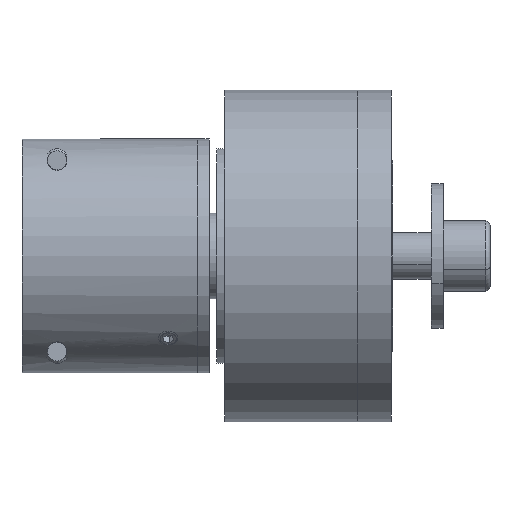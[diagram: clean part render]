
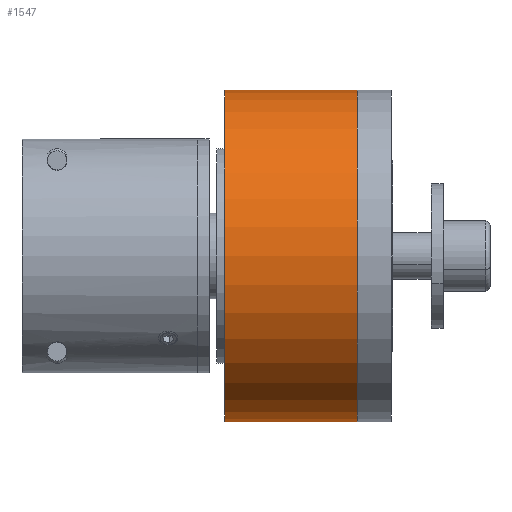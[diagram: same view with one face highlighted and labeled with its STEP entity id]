
A CAD part, front view. The second image highlights one B-rep face of the part: STEP entity #1547.
In plain terms, the highlighted cylindrical face has radius 42.5 mm (diameter 85 mm), a partial arc.
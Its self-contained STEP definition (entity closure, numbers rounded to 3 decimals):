
#1044 = EDGE_CURVE ( 'NONE', #5824, #17954, #9965, .T. ) ;
#1090 = CARTESIAN_POINT ( 'NONE',  ( 36.8, 0., 42.5 ) ) ;
#1108 = EDGE_LOOP ( 'NONE', ( #17468, #15991, #17071, #4073 ) ) ;
#1547 = ADVANCED_FACE ( 'NONE', ( #1848 ), #2354, .T. ) ;
#1848 = FACE_OUTER_BOUND ( 'NONE', #1108, .T. ) ;
#2349 = DIRECTION ( 'NONE',  ( -1., 0., 0. ) ) ;
#2354 = CYLINDRICAL_SURFACE ( 'NONE', #19972, 42.5 ) ;
#2803 = CIRCLE ( 'NONE', #19181, 42.5 ) ;
#3237 = CARTESIAN_POINT ( 'NONE',  ( 36.8, 0., 0. ) ) ;
#3587 = LINE ( 'NONE', #4413, #14556 ) ;
#3864 = VECTOR ( 'NONE', #2349, 1000. ) ;
#4073 = ORIENTED_EDGE ( 'NONE', *, *, #18093, .F. ) ;
#4413 = CARTESIAN_POINT ( 'NONE',  ( -39.259, 0., 42.5 ) ) ;
#4876 = CARTESIAN_POINT ( 'NONE',  ( 2.8, 0., -42.5 ) ) ;
#5121 = DIRECTION ( 'NONE',  ( -1., 0., 0. ) ) ;
#5779 = DIRECTION ( 'NONE',  ( -1., 0., 0. ) ) ;
#5824 = VERTEX_POINT ( 'NONE', #15866 ) ;
#6469 = DIRECTION ( 'NONE',  ( 0., 0., 1. ) ) ;
#7365 = VERTEX_POINT ( 'NONE', #1090 ) ;
#8203 = CARTESIAN_POINT ( 'NONE',  ( 2.8, 0., 0. ) ) ;
#9806 = DIRECTION ( 'NONE',  ( 0., 0., 1. ) ) ;
#9965 = LINE ( 'NONE', #13003, #3864 ) ;
#10829 = DIRECTION ( 'NONE',  ( 0., 0., 1. ) ) ;
#12919 = CARTESIAN_POINT ( 'NONE',  ( -39.259, 0., 0. ) ) ;
#13003 = CARTESIAN_POINT ( 'NONE',  ( -39.259, 0., -42.5 ) ) ;
#14443 = CIRCLE ( 'NONE', #17386, 42.5 ) ;
#14556 = VECTOR ( 'NONE', #5779, 1000. ) ;
#14766 = EDGE_CURVE ( 'NONE', #7365, #18437, #3587, .T. ) ;
#15060 = CARTESIAN_POINT ( 'NONE',  ( 2.8, 0., 42.5 ) ) ;
#15866 = CARTESIAN_POINT ( 'NONE',  ( 36.8, 0., -42.5 ) ) ;
#15991 = ORIENTED_EDGE ( 'NONE', *, *, #16517, .T. ) ;
#16517 = EDGE_CURVE ( 'NONE', #5824, #7365, #2803, .T. ) ;
#17071 = ORIENTED_EDGE ( 'NONE', *, *, #14766, .T. ) ;
#17386 = AXIS2_PLACEMENT_3D ( 'NONE', #8203, #19168, #9806 ) ;
#17468 = ORIENTED_EDGE ( 'NONE', *, *, #1044, .F. ) ;
#17954 = VERTEX_POINT ( 'NONE', #4876 ) ;
#18093 = EDGE_CURVE ( 'NONE', #17954, #18437, #14443, .T. ) ;
#18437 = VERTEX_POINT ( 'NONE', #15060 ) ;
#19168 = DIRECTION ( 'NONE',  ( -1., 0., 0. ) ) ;
#19181 = AXIS2_PLACEMENT_3D ( 'NONE', #3237, #20179, #10829 ) ;
#19972 = AXIS2_PLACEMENT_3D ( 'NONE', #12919, #5121, #6469 ) ;
#20179 = DIRECTION ( 'NONE',  ( -1., 0., 0. ) ) ;
